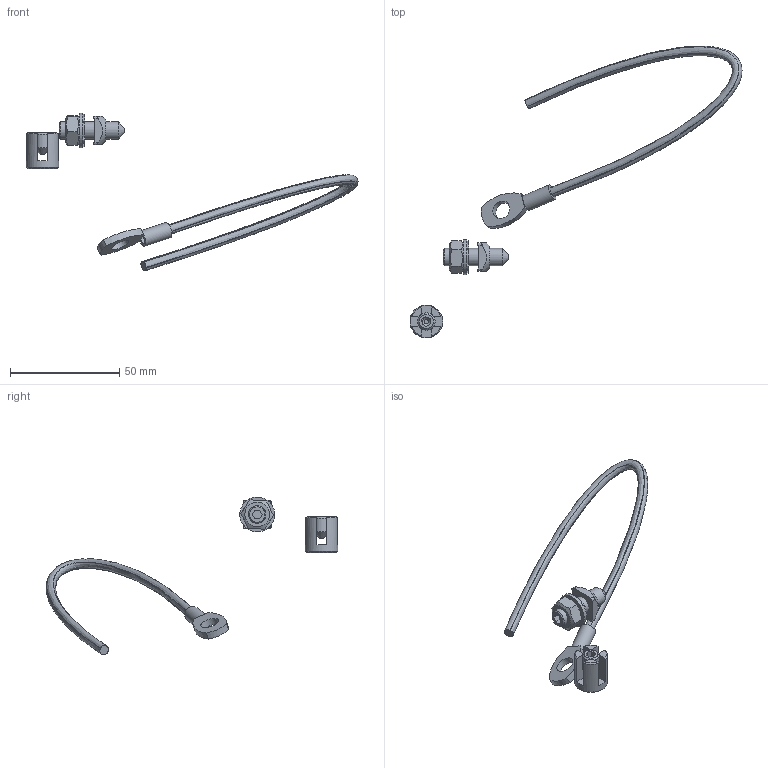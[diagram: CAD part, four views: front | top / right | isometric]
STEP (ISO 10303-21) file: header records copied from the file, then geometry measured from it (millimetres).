
FILE_DESCRIPTION(/* description */ ('Erdungsklemme Wellengitter'),/* implementation_level */ '2;1');
FILE_NAME(/* name */ 'ZEI_CAD_E90143-0-REV00_#SALL_#AIN_#V1.step',/* time_stamp */ '2022-10-10T07:12:02+02:00',/* author */ ('MiniTec'),/* organization */ ('MiniTec GmbH & Co.KG'),/* preprocessor_version */ 'ST-DEVELOPER v18.1',/* originating_system */ 'Autodesk Inventor 2021',/* authorisation */ '');
FILE_SCHEMA (('CONFIG_CONTROL_DESIGN'));
Length unit declared in the file: millimetre
Products named in the file (13): leer; leer_1; leer_2; leer_3; leer_4; leer_5; 21-1390-0FZ.001; leer_6; leer_7; leer_8; leer_9; leer_10; leer_11
Assembly tree (12 placements, depth 3):
  leer
    leer_1
      leer_2
      leer_3
    leer_4
      leer_5
      21-1390-0FZ.001
      leer_6
      leer_7
      leer_8
    leer_9
    leer_10
    leer_11
Bounding box: 152.16 x 133.81 x 72.32 mm (x, y, z)
Volume: 9191.4 mm3; surface area: 9151.2 mm2
Topology: 9 solids, 9 shells, 168 faces, 438 edges, 288 vertices
Faces by surface type: plane 79, cylinder 58, cone 19, bspline 12
Full cylindrical faces by diameter (mm): 4.6 x1, 6.647 x2, 7.25 x1, 8 x2, 8.4 x3, 15 x1, 16 x1
Entity records: 6783 total; most frequent: CARTESIAN_POINT 2131, DIRECTION 896, ORIENTED_EDGE 874, EDGE_CURVE 437, AXIS2_PLACEMENT_3D 333, VERTEX_POINT 288, LINE 230, VECTOR 230
